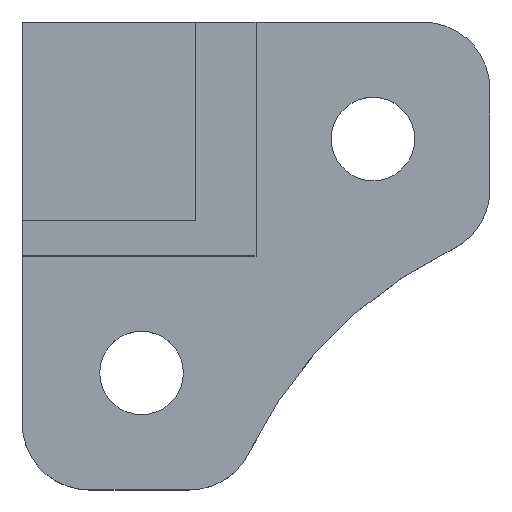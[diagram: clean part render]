
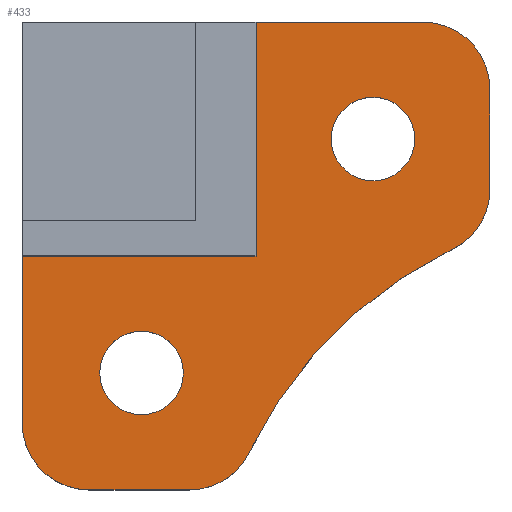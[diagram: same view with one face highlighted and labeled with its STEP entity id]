
A CAD part, top view. The second image highlights one B-rep face of the part: STEP entity #433.
In plain terms, the highlighted planar face has unit normal (0, 0, 1).
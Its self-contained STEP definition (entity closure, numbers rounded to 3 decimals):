
#19=FACE_BOUND('',#78,.T.);
#20=FACE_BOUND('',#79,.T.);
#25=CIRCLE('',#468,13.);
#26=CIRCLE('',#470,2.);
#28=CIRCLE('',#476,2.);
#29=CIRCLE('',#477,2.);
#30=CIRCLE('',#478,2.);
#31=CIRCLE('',#479,1.25);
#32=CIRCLE('',#480,1.25);
#54=FACE_OUTER_BOUND('',#77,.T.);
#77=EDGE_LOOP('',(#323,#324,#325,#326,#327,#328,#329,#330,#331,#332,#333));
#78=EDGE_LOOP('',(#334));
#79=EDGE_LOOP('',(#335));
#117=LINE('',#685,#163);
#118=LINE('',#689,#164);
#119=LINE('',#691,#165);
#120=LINE('',#693,#166);
#121=LINE('',#695,#167);
#122=LINE('',#698,#168);
#163=VECTOR('',#555,10.);
#164=VECTOR('',#558,10.);
#165=VECTOR('',#559,10.);
#166=VECTOR('',#560,10.);
#167=VECTOR('',#561,10.);
#168=VECTOR('',#564,10.);
#196=VERTEX_POINT('',#651);
#197=VERTEX_POINT('',#653);
#198=VERTEX_POINT('',#657);
#207=VERTEX_POINT('',#682);
#208=VERTEX_POINT('',#684);
#209=VERTEX_POINT('',#686);
#210=VERTEX_POINT('',#688);
#211=VERTEX_POINT('',#690);
#212=VERTEX_POINT('',#692);
#213=VERTEX_POINT('',#694);
#214=VERTEX_POINT('',#696);
#215=VERTEX_POINT('',#699);
#216=VERTEX_POINT('',#701);
#239=EDGE_CURVE('',#196,#197,#25,.T.);
#241=EDGE_CURVE('',#198,#197,#26,.T.);
#253=EDGE_CURVE('',#196,#207,#28,.T.);
#254=EDGE_CURVE('',#207,#208,#117,.T.);
#255=EDGE_CURVE('',#208,#209,#29,.T.);
#256=EDGE_CURVE('',#209,#210,#118,.T.);
#257=EDGE_CURVE('',#211,#210,#119,.T.);
#258=EDGE_CURVE('',#212,#211,#120,.T.);
#259=EDGE_CURVE('',#212,#213,#121,.T.);
#260=EDGE_CURVE('',#213,#214,#30,.T.);
#261=EDGE_CURVE('',#214,#198,#122,.T.);
#262=EDGE_CURVE('',#215,#215,#31,.T.);
#263=EDGE_CURVE('',#216,#216,#32,.T.);
#323=ORIENTED_EDGE('',*,*,#241,.T.);
#324=ORIENTED_EDGE('',*,*,#239,.F.);
#325=ORIENTED_EDGE('',*,*,#253,.T.);
#326=ORIENTED_EDGE('',*,*,#254,.T.);
#327=ORIENTED_EDGE('',*,*,#255,.T.);
#328=ORIENTED_EDGE('',*,*,#256,.T.);
#329=ORIENTED_EDGE('',*,*,#257,.F.);
#330=ORIENTED_EDGE('',*,*,#258,.F.);
#331=ORIENTED_EDGE('',*,*,#259,.T.);
#332=ORIENTED_EDGE('',*,*,#260,.T.);
#333=ORIENTED_EDGE('',*,*,#261,.T.);
#334=ORIENTED_EDGE('',*,*,#262,.T.);
#335=ORIENTED_EDGE('',*,*,#263,.T.);
#415=PLANE('',#475);
#433=ADVANCED_FACE('',(#54,#19,#20),#415,.F.);
#468=AXIS2_PLACEMENT_3D('',#654,#526,#527);
#470=AXIS2_PLACEMENT_3D('',#658,#531,#532);
#475=AXIS2_PLACEMENT_3D('',#681,#551,#552);
#476=AXIS2_PLACEMENT_3D('',#683,#553,#554);
#477=AXIS2_PLACEMENT_3D('',#687,#556,#557);
#478=AXIS2_PLACEMENT_3D('',#697,#562,#563);
#479=AXIS2_PLACEMENT_3D('',#700,#565,#566);
#480=AXIS2_PLACEMENT_3D('',#702,#567,#568);
#526=DIRECTION('center_axis',(0.,0.,1.));
#527=DIRECTION('ref_axis',(0.901,-0.434,0.));
#531=DIRECTION('center_axis',(0.,0.,1.));
#532=DIRECTION('ref_axis',(1.,0.,0.));
#551=DIRECTION('center_axis',(0.,0.,-1.));
#552=DIRECTION('ref_axis',(1.,0.,0.));
#553=DIRECTION('center_axis',(0.,0.,1.));
#554=DIRECTION('ref_axis',(1.,0.,0.));
#555=DIRECTION('',(0.,1.,0.));
#556=DIRECTION('center_axis',(0.,0.,1.));
#557=DIRECTION('ref_axis',(0.,1.,0.));
#558=DIRECTION('',(-1.,0.,0.));
#559=DIRECTION('',(0.,1.,0.));
#560=DIRECTION('',(1.,0.,0.));
#561=DIRECTION('',(0.,-1.,0.));
#562=DIRECTION('center_axis',(0.,0.,1.));
#563=DIRECTION('ref_axis',(0.,-1.,0.));
#564=DIRECTION('',(1.,0.,0.));
#565=DIRECTION('center_axis',(0.,0.,-1.));
#566=DIRECTION('ref_axis',(1.,0.,0.));
#567=DIRECTION('center_axis',(0.,0.,-1.));
#568=DIRECTION('ref_axis',(1.,0.,0.));
#651=CARTESIAN_POINT('',(89.548,-48.872,18.));
#653=CARTESIAN_POINT('',(83.482,-54.938,18.));
#654=CARTESIAN_POINT('Origin',(95.192,-60.582,18.));
#657=CARTESIAN_POINT('',(81.68,-56.07,18.));
#658=CARTESIAN_POINT('Origin',(81.68,-54.07,18.));
#681=CARTESIAN_POINT('Origin',(80.18,-52.57,18.));
#682=CARTESIAN_POINT('',(90.68,-47.07,18.));
#683=CARTESIAN_POINT('Origin',(88.68,-47.07,18.));
#684=CARTESIAN_POINT('',(90.68,-44.07,18.));
#685=CARTESIAN_POINT('',(90.68,-47.07,18.));
#686=CARTESIAN_POINT('',(88.68,-42.07,18.));
#687=CARTESIAN_POINT('Origin',(88.68,-44.07,18.));
#688=CARTESIAN_POINT('',(83.68,-42.07,18.));
#689=CARTESIAN_POINT('',(88.68,-42.07,18.));
#690=CARTESIAN_POINT('',(83.68,-49.07,18.));
#691=CARTESIAN_POINT('',(83.68,-47.32,18.));
#692=CARTESIAN_POINT('',(76.68,-49.07,18.));
#693=CARTESIAN_POINT('',(0.355,-49.07,18.));
#694=CARTESIAN_POINT('',(76.68,-54.07,18.));
#695=CARTESIAN_POINT('',(76.68,-49.07,18.));
#696=CARTESIAN_POINT('',(78.68,-56.07,18.));
#697=CARTESIAN_POINT('Origin',(78.68,-54.07,18.));
#698=CARTESIAN_POINT('',(78.68,-56.07,18.));
#699=CARTESIAN_POINT('',(85.93,-45.57,18.));
#700=CARTESIAN_POINT('Origin',(87.18,-45.57,18.));
#701=CARTESIAN_POINT('',(79.004,-52.57,18.));
#702=CARTESIAN_POINT('Origin',(80.254,-52.57,18.));
